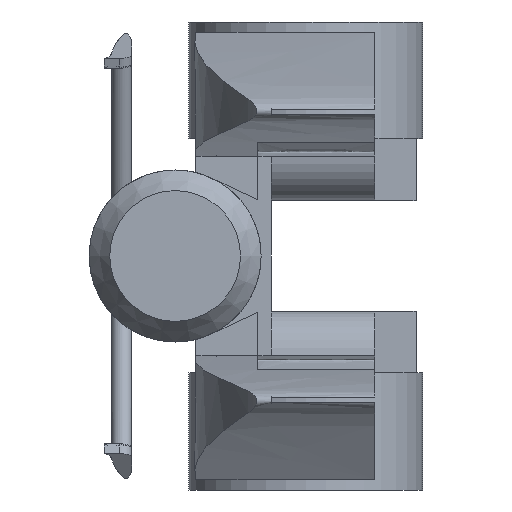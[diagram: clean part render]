
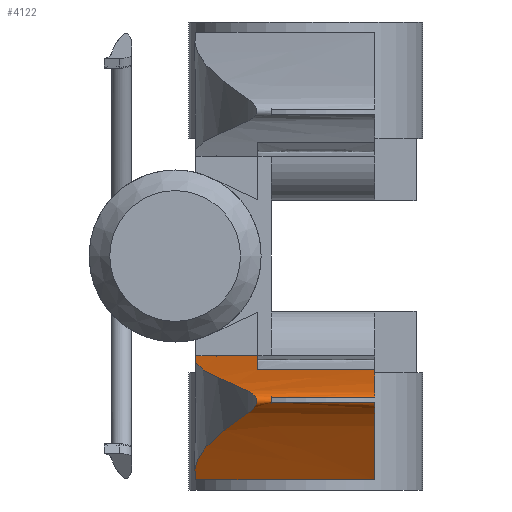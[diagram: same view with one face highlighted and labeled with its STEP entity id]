
A CAD part, left-side view. The second image highlights one B-rep face of the part: STEP entity #4122.
In plain terms, the highlighted free-form (B-spline) face has degree [2, 1] with [3, 2] control points.
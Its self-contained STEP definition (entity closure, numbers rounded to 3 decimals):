
#55=(
BOUNDED_CURVE()
B_SPLINE_CURVE(2,(#6863,#6864,#6865),.UNSPECIFIED.,.F.,.F.)
B_SPLINE_CURVE_WITH_KNOTS((3,3),(4.041,6.639),
 .UNSPECIFIED.)
CURVE()
GEOMETRIC_REPRESENTATION_ITEM()
RATIONAL_B_SPLINE_CURVE((1.985,1.897,1.289))
REPRESENTATION_ITEM('')
);
#60=(
BOUNDED_CURVE()
B_SPLINE_CURVE(2,(#7366,#7367,#7368),.UNSPECIFIED.,.F.,.F.)
B_SPLINE_CURVE_WITH_KNOTS((3,3),(0.,3.455),.UNSPECIFIED.)
CURVE()
GEOMETRIC_REPRESENTATION_ITEM()
RATIONAL_B_SPLINE_CURVE((1.,1.959,1.998))
REPRESENTATION_ITEM('')
);
#75=(
BOUNDED_SURFACE()
B_SPLINE_SURFACE(2,1,((#7319,#7320),(#7321,#7322),(#7323,#7324)),
 .UNSPECIFIED.,.F.,.F.,.F.)
B_SPLINE_SURFACE_WITH_KNOTS((3,3),(2,2),(0.,7.204),(0.,2.7),
 .UNSPECIFIED.)
GEOMETRIC_REPRESENTATION_ITEM()
RATIONAL_B_SPLINE_SURFACE(((1.,1.),(3.,3.),(1.,1.)))
REPRESENTATION_ITEM('')
SURFACE()
);
#227=LINE('',#6903,#541);
#233=LINE('',#6928,#547);
#235=LINE('',#6931,#549);
#244=LINE('',#7288,#558);
#247=LINE('',#7311,#561);
#249=LINE('',#7325,#563);
#541=VECTOR('',#5207,10.);
#547=VECTOR('',#5217,10.);
#549=VECTOR('',#5219,10.);
#558=VECTOR('',#5276,10.);
#561=VECTOR('',#5281,10.);
#563=VECTOR('',#5285,10.);
#836=B_SPLINE_CURVE_WITH_KNOTS('',3,(#6627,#6628,#6629,#6630),
 .UNSPECIFIED.,.F.,.F.,(4,4),(-1.553,-0.05),
 .UNSPECIFIED.);
#852=B_SPLINE_CURVE_WITH_KNOTS('',3,(#7260,#7261,#7262,#7263,#7264,#7265,
#7266,#7267,#7268,#7269),.UNSPECIFIED.,.F.,.F.,(4,2,2,2,4),(-8.042,
-7.797,-7.576,-7.357,-7.309),
 .UNSPECIFIED.);
#855=B_SPLINE_CURVE_WITH_KNOTS('',3,(#7326,#7327,#7328,#7329,#7330,#7331,
#7332,#7333,#7334,#7335,#7336,#7337,#7338,#7339,#7340,#7341,#7342,#7343,
#7344,#7345,#7346,#7347,#7348,#7349,#7350,#7351,#7352,#7353,#7354,#7355,
#7356,#7357,#7358,#7359,#7360,#7361,#7362,#7363,#7364,#7365),
 .UNSPECIFIED.,.F.,.F.,(4,2,2,2,2,2,2,2,2,2,2,2,2,2,2,2,2,2,2,4),(0.,0.264,
0.521,0.904,1.829,3.627,4.643,
4.816,4.919,4.998,5.079,5.201,
5.457,6.316,9.264,13.601,14.541,
15.167,15.515,15.871),.UNSPECIFIED.);
#1056=FACE_OUTER_BOUND('',#1300,.T.);
#1300=EDGE_LOOP('',(#3280,#3281,#3282,#3283,#3284,#3285,#3286,#3287,#3288,
#3289,#3290));
#1767=VERTEX_POINT('',#6624);
#1768=VERTEX_POINT('',#6626);
#1787=VERTEX_POINT('',#6858);
#1788=VERTEX_POINT('',#6862);
#1798=VERTEX_POINT('',#6891);
#1805=VERTEX_POINT('',#6925);
#1806=VERTEX_POINT('',#6927);
#1807=VERTEX_POINT('',#6929);
#1830=VERTEX_POINT('',#7255);
#1831=VERTEX_POINT('',#7259);
#1832=VERTEX_POINT('',#7287);
#2254=EDGE_CURVE('',#1767,#1768,#836,.T.);
#2283=EDGE_CURVE('',#1788,#1787,#55,.T.);
#2297=EDGE_CURVE('',#1798,#1767,#227,.T.);
#2305=EDGE_CURVE('',#1805,#1806,#233,.T.);
#2307=EDGE_CURVE('',#1807,#1798,#235,.T.);
#2344=EDGE_CURVE('',#1830,#1831,#852,.T.);
#2346=EDGE_CURVE('',#1831,#1832,#244,.T.);
#2351=EDGE_CURVE('',#1788,#1830,#247,.T.);
#2354=EDGE_CURVE('',#1768,#1787,#249,.T.);
#2355=EDGE_CURVE('',#1807,#1806,#855,.T.);
#2356=EDGE_CURVE('',#1805,#1832,#60,.T.);
#3280=ORIENTED_EDGE('',*,*,#2351,.F.);
#3281=ORIENTED_EDGE('',*,*,#2283,.T.);
#3282=ORIENTED_EDGE('',*,*,#2354,.F.);
#3283=ORIENTED_EDGE('',*,*,#2254,.F.);
#3284=ORIENTED_EDGE('',*,*,#2297,.F.);
#3285=ORIENTED_EDGE('',*,*,#2307,.F.);
#3286=ORIENTED_EDGE('',*,*,#2355,.T.);
#3287=ORIENTED_EDGE('',*,*,#2305,.F.);
#3288=ORIENTED_EDGE('',*,*,#2356,.T.);
#3289=ORIENTED_EDGE('',*,*,#2346,.F.);
#3290=ORIENTED_EDGE('',*,*,#2344,.F.);
#4122=ADVANCED_FACE('',(#1056),#75,.T.);
#5207=DIRECTION('',(0.,-1.,0.));
#5217=DIRECTION('',(0.,1.,0.));
#5219=DIRECTION('',(0.,-1.,0.));
#5276=DIRECTION('',(0.,-1.,0.));
#5281=DIRECTION('',(0.,1.,0.));
#5285=DIRECTION('',(0.,-1.,0.));
#6624=CARTESIAN_POINT('',(35.,17.,-14.5));
#6626=CARTESIAN_POINT('',(19.396,17.,-16.52));
#6627=CARTESIAN_POINT('Ctrl Pts',(35.,17.,-14.5));
#6628=CARTESIAN_POINT('Ctrl Pts',(30.176,17.,-15.098));
#6629=CARTESIAN_POINT('Ctrl Pts',(24.409,17.,-15.829));
#6630=CARTESIAN_POINT('Ctrl Pts',(19.396,17.,-16.52));
#6858=CARTESIAN_POINT('',(19.396,0.,-16.52));
#6862=CARTESIAN_POINT('',(0.463,0.,-20.528));
#6863=CARTESIAN_POINT('Ctrl Pts',(0.463,0.,-20.528));
#6864=CARTESIAN_POINT('Ctrl Pts',(2.087,0.,-18.905));
#6865=CARTESIAN_POINT('Ctrl Pts',(19.396,0.,-16.52));
#6891=CARTESIAN_POINT('',(35.,22.973,-14.5));
#6903=CARTESIAN_POINT('',(35.,0.,-14.5));
#6925=CARTESIAN_POINT('',(35.,0.,-32.5));
#6927=CARTESIAN_POINT('',(35.,26.,-32.5));
#6928=CARTESIAN_POINT('',(35.,0.,-32.5));
#6929=CARTESIAN_POINT('',(35.,26.,-14.5));
#6931=CARTESIAN_POINT('',(35.,0.,-14.5));
#7255=CARTESIAN_POINT('',(0.463,15.,-20.528));
#7259=CARTESIAN_POINT('',(0.231,15.,-21.248));
#7260=CARTESIAN_POINT('Ctrl Pts',(0.463,15.,-20.528));
#7261=CARTESIAN_POINT('Ctrl Pts',(0.399,15.,-20.592));
#7262=CARTESIAN_POINT('Ctrl Pts',(0.341,15.,-20.662));
#7263=CARTESIAN_POINT('Ctrl Pts',(0.255,15.,-20.809));
#7264=CARTESIAN_POINT('Ctrl Pts',(0.225,15.,-20.883));
#7265=CARTESIAN_POINT('Ctrl Pts',(0.197,15.,-21.041));
#7266=CARTESIAN_POINT('Ctrl Pts',(0.2,15.,-21.119));
#7267=CARTESIAN_POINT('Ctrl Pts',(0.222,15.,-21.214));
#7268=CARTESIAN_POINT('Ctrl Pts',(0.226,15.,-21.231));
#7269=CARTESIAN_POINT('Ctrl Pts',(0.231,15.,-21.248));
#7287=CARTESIAN_POINT('',(0.231,0.,-21.248));
#7288=CARTESIAN_POINT('',(0.231,15.,-21.248));
#7311=CARTESIAN_POINT('',(0.463,15.,-20.528));
#7319=CARTESIAN_POINT('Ctrl Pts',(35.,0.,-32.5));
#7320=CARTESIAN_POINT('Ctrl Pts',(35.,27.,-32.5));
#7321=CARTESIAN_POINT('Ctrl Pts',(-11.397,0.,-20.25));
#7322=CARTESIAN_POINT('Ctrl Pts',(-11.397,27.,-20.25));
#7323=CARTESIAN_POINT('Ctrl Pts',(35.,0.,-14.5));
#7324=CARTESIAN_POINT('Ctrl Pts',(35.,27.,-14.5));
#7325=CARTESIAN_POINT('',(19.396,0.,-16.52));
#7326=CARTESIAN_POINT('Ctrl Pts',(35.,26.,-14.5));
#7327=CARTESIAN_POINT('Ctrl Pts',(34.13,26.064,-14.608));
#7328=CARTESIAN_POINT('Ctrl Pts',(33.259,26.107,-14.716));
#7329=CARTESIAN_POINT('Ctrl Pts',(31.536,26.154,-14.932));
#7330=CARTESIAN_POINT('Ctrl Pts',(30.684,26.157,-15.039));
#7331=CARTESIAN_POINT('Ctrl Pts',(28.567,26.119,-15.308));
#7332=CARTESIAN_POINT('Ctrl Pts',(27.302,26.053,-15.47));
#7333=CARTESIAN_POINT('Ctrl Pts',(22.995,25.685,-16.029));
#7334=CARTESIAN_POINT('Ctrl Pts',(19.977,25.178,-16.431));
#7335=CARTESIAN_POINT('Ctrl Pts',(11.261,22.98,-17.672));
#7336=CARTESIAN_POINT('Ctrl Pts',(6.848,20.904,-18.406));
#7337=CARTESIAN_POINT('Ctrl Pts',(2.458,18.543,-19.498));
#7338=CARTESIAN_POINT('Ctrl Pts',(1.225,17.78,-19.918));
#7339=CARTESIAN_POINT('Ctrl Pts',(0.516,17.332,-20.471));
#7340=CARTESIAN_POINT('Ctrl Pts',(0.411,17.265,-20.569));
#7341=CARTESIAN_POINT('Ctrl Pts',(0.286,17.184,-20.749));
#7342=CARTESIAN_POINT('Ctrl Pts',(0.246,17.159,-20.825));
#7343=CARTESIAN_POINT('Ctrl Pts',(0.206,17.133,-20.971));
#7344=CARTESIAN_POINT('Ctrl Pts',(0.199,17.129,-21.036));
#7345=CARTESIAN_POINT('Ctrl Pts',(0.209,17.135,-21.172));
#7346=CARTESIAN_POINT('Ctrl Pts',(0.225,17.146,-21.238));
#7347=CARTESIAN_POINT('Ctrl Pts',(0.286,17.185,-21.395));
#7348=CARTESIAN_POINT('Ctrl Pts',(0.341,17.22,-21.482));
#7349=CARTESIAN_POINT('Ctrl Pts',(0.524,17.337,-21.718));
#7350=CARTESIAN_POINT('Ctrl Pts',(0.694,17.444,-21.867));
#7351=CARTESIAN_POINT('Ctrl Pts',(1.481,17.936,-22.455));
#7352=CARTESIAN_POINT('Ctrl Pts',(2.39,18.475,-22.869));
#7353=CARTESIAN_POINT('Ctrl Pts',(4.697,19.784,-23.872));
#7354=CARTESIAN_POINT('Ctrl Pts',(7.367,21.175,-24.774));
#7355=CARTESIAN_POINT('Ctrl Pts',(15.804,24.375,-27.335));
#7356=CARTESIAN_POINT('Ctrl Pts',(21.097,25.565,-28.78));
#7357=CARTESIAN_POINT('Ctrl Pts',(27.669,26.073,-30.55));
#7358=CARTESIAN_POINT('Ctrl Pts',(28.842,26.127,-30.864));
#7359=CARTESIAN_POINT('Ctrl Pts',(30.798,26.157,-31.386));
#7360=CARTESIAN_POINT('Ctrl Pts',(31.579,26.152,-31.594));
#7361=CARTESIAN_POINT('Ctrl Pts',(32.797,26.12,-31.917));
#7362=CARTESIAN_POINT('Ctrl Pts',(33.232,26.103,-32.032));
#7363=CARTESIAN_POINT('Ctrl Pts',(34.111,26.06,-32.265));
#7364=CARTESIAN_POINT('Ctrl Pts',(34.556,26.033,-32.383));
#7365=CARTESIAN_POINT('Ctrl Pts',(35.,26.,-32.5));
#7366=CARTESIAN_POINT('Ctrl Pts',(35.,0.,-32.5));
#7367=CARTESIAN_POINT('Ctrl Pts',(0.925,0.,-23.503));
#7368=CARTESIAN_POINT('Ctrl Pts',(0.231,0.,-21.248));
